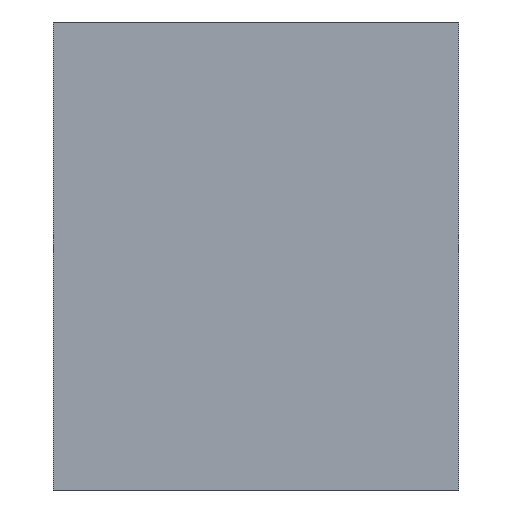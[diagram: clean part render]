
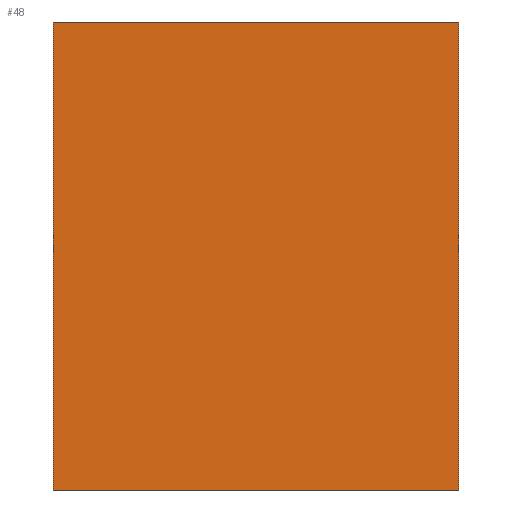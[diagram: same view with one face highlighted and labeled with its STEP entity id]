
A CAD part, front view. The second image highlights one B-rep face of the part: STEP entity #48.
In plain terms, the highlighted planar face has unit normal (0, -1, 0).
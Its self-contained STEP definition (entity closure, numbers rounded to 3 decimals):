
#11 = EDGE_CURVE ( 'NONE', #214, #207, #188, .T. ) ;
#23 = EDGE_CURVE ( 'NONE', #207, #215, #155, .T. ) ;
#34 = EDGE_CURVE ( 'NONE', #206, #214, #140, .T. ) ;
#45 = EDGE_CURVE ( 'NONE', #215, #206, #124, .T. ) ;
#48 = ADVANCED_FACE ( 'NONE', ( #266 ), #121, .F. ) ;
#53 = ORIENTED_EDGE ( 'NONE', *, *, #11, .F. ) ;
#54 = ORIENTED_EDGE ( 'NONE', *, *, #23, .F. ) ;
#56 = ORIENTED_EDGE ( 'NONE', *, *, #34, .F. ) ;
#99 = CARTESIAN_POINT ( 'NONE',  ( -33.435, 0., 42.707 ) ) ;
#100 = CARTESIAN_POINT ( 'NONE',  ( 28.377, 0., -28.658 ) ) ;
#107 = CARTESIAN_POINT ( 'NONE',  ( -33.435, 0., -28.658 ) ) ;
#108 = CARTESIAN_POINT ( 'NONE',  ( 28.377, 0., 42.707 ) ) ;
#115 = DIRECTION ( 'NONE',  ( 0., 0., 1. ) ) ;
#116 = DIRECTION ( 'NONE',  ( 0., 1., 0. ) ) ;
#117 = CARTESIAN_POINT ( 'NONE',  ( 0., 0., 0. ) ) ;
#121 = PLANE ( 'NONE',  #286 ) ;
#122 = DIRECTION ( 'NONE',  ( 1., 0., 0. ) ) ;
#123 = CARTESIAN_POINT ( 'NONE',  ( -33.435, 0., 42.707 ) ) ;
#124 = LINE ( 'NONE', #123, #289 ) ;
#138 = DIRECTION ( 'NONE',  ( 0., 0., -1. ) ) ;
#139 = CARTESIAN_POINT ( 'NONE',  ( 28.377, 0., -28.658 ) ) ;
#140 = LINE ( 'NONE', #139, #268 ) ;
#153 = DIRECTION ( 'NONE',  ( 0., 0., 1. ) ) ;
#154 = CARTESIAN_POINT ( 'NONE',  ( -33.435, 0., -28.658 ) ) ;
#155 = LINE ( 'NONE', #154, #271 ) ;
#186 = DIRECTION ( 'NONE',  ( -1., 0., 0. ) ) ;
#187 = CARTESIAN_POINT ( 'NONE',  ( -33.435, 0., -28.658 ) ) ;
#188 = LINE ( 'NONE', #187, #264 ) ;
#202 = EDGE_LOOP ( 'NONE', ( #54, #53, #56, #239 ) ) ;
#206 = VERTEX_POINT ( 'NONE', #108 ) ;
#207 = VERTEX_POINT ( 'NONE', #107 ) ;
#214 = VERTEX_POINT ( 'NONE', #100 ) ;
#215 = VERTEX_POINT ( 'NONE', #99 ) ;
#239 = ORIENTED_EDGE ( 'NONE', *, *, #45, .F. ) ;
#264 = VECTOR ( 'NONE', #186, 1000. ) ;
#266 = FACE_OUTER_BOUND ( 'NONE', #202, .T. ) ;
#268 = VECTOR ( 'NONE', #138, 1000. ) ;
#271 = VECTOR ( 'NONE', #153, 1000. ) ;
#286 = AXIS2_PLACEMENT_3D ( 'NONE', #117, #116, #115 ) ;
#289 = VECTOR ( 'NONE', #122, 1000. ) ;
